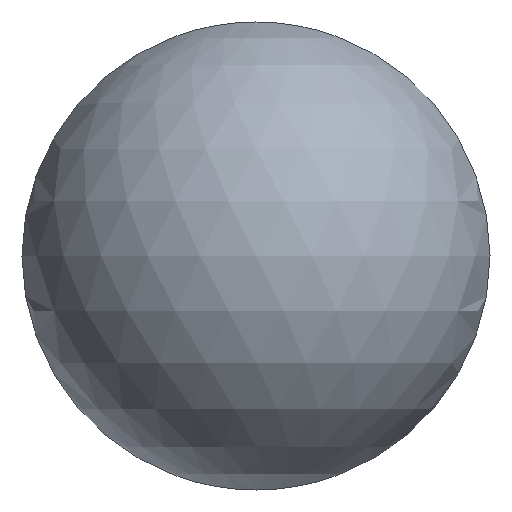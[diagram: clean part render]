
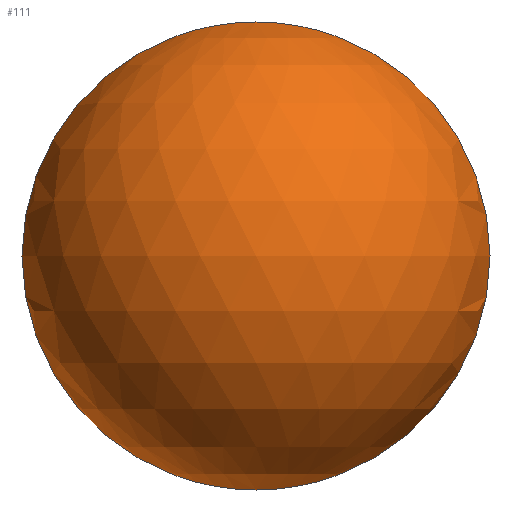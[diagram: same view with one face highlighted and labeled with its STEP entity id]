
A CAD part, left-side view. The second image highlights one B-rep face of the part: STEP entity #111.
In plain terms, the highlighted spherical face has radius 4.645 mm.
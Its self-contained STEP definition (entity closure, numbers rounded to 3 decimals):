
#14=SPHERICAL_SURFACE('',#133,4.645);
#32=FACE_OUTER_BOUND('',#43,.T.);
#43=EDGE_LOOP('',(#91));
#55=CIRCLE('',#134,4.6);
#64=VERTEX_POINT('',#222);
#74=EDGE_CURVE('',#64,#64,#55,.T.);
#91=ORIENTED_EDGE('',*,*,#74,.F.);
#111=ADVANCED_FACE('',(#32),#14,.T.);
#133=AXIS2_PLACEMENT_3D('',#221,#162,#163);
#134=AXIS2_PLACEMENT_3D('',#223,#164,#165);
#162=DIRECTION('center_axis',(0.,0.,1.));
#163=DIRECTION('ref_axis',(1.,0.,0.));
#164=DIRECTION('center_axis',(1.,0.,0.));
#165=DIRECTION('ref_axis',(0.,0.,-1.));
#221=CARTESIAN_POINT('Origin',(-11.355,0.,0.));
#222=CARTESIAN_POINT('',(-12.,4.6,0.));
#223=CARTESIAN_POINT('Origin',(-12.,0.,0.));
